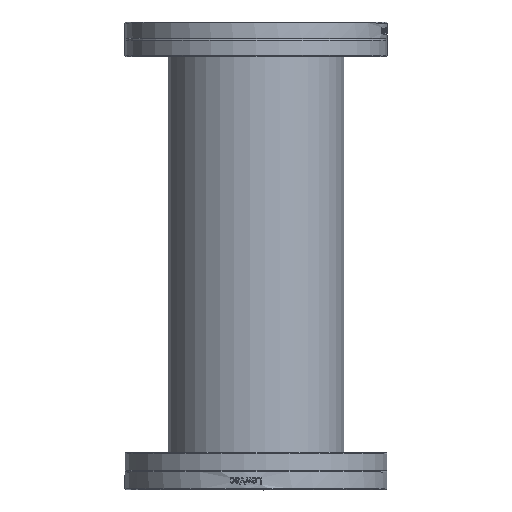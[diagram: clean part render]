
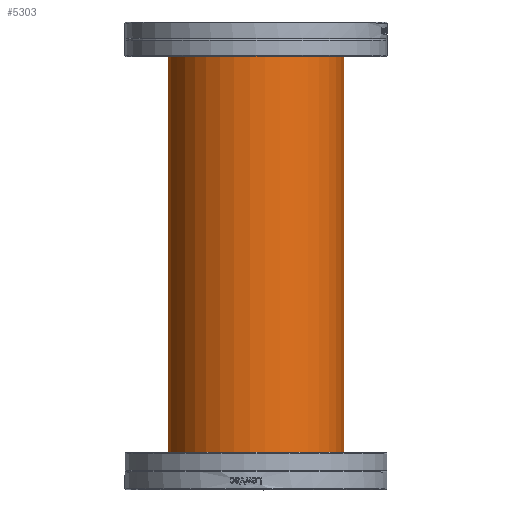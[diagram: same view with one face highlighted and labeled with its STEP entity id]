
A CAD part, top view. The second image highlights one B-rep face of the part: STEP entity #5303.
In plain terms, the highlighted cylindrical face has radius 50.8 mm (diameter 101.6 mm), a full revolution.
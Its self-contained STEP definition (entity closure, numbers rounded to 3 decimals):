
#858=CYLINDRICAL_SURFACE('',#5923,50.8);
#1141=FACE_BOUND('',#2000,.T.);
#1466=FACE_OUTER_BOUND('',#1999,.T.);
#1999=EDGE_LOOP('',(#4898));
#2000=EDGE_LOOP('',(#4899));
#2292=CIRCLE('',#5924,50.8);
#2293=CIRCLE('',#5925,50.8);
#2811=VERTEX_POINT('',#32422);
#2812=VERTEX_POINT('',#32424);
#3508=EDGE_CURVE('',#2811,#2811,#2292,.T.);
#3509=EDGE_CURVE('',#2812,#2812,#2293,.T.);
#4898=ORIENTED_EDGE('',*,*,#3508,.F.);
#4899=ORIENTED_EDGE('',*,*,#3509,.F.);
#5303=ADVANCED_FACE('',(#1466,#1141),#858,.T.);
#5923=AXIS2_PLACEMENT_3D('',#32421,#7183,#7184);
#5924=AXIS2_PLACEMENT_3D('',#32423,#7185,#7186);
#5925=AXIS2_PLACEMENT_3D('',#32425,#7187,#7188);
#7183=DIRECTION('center_axis',(0.,0.,1.));
#7184=DIRECTION('ref_axis',(-1.,0.,0.));
#7185=DIRECTION('center_axis',(0.,0.,1.));
#7186=DIRECTION('ref_axis',(-1.,0.,0.));
#7187=DIRECTION('center_axis',(0.,0.,-1.));
#7188=DIRECTION('ref_axis',(-1.,0.,0.));
#32421=CARTESIAN_POINT('Origin',(0.,0.,0.));
#32422=CARTESIAN_POINT('',(50.8,0.,257.3));
#32423=CARTESIAN_POINT('Origin',(0.,0.,257.3));
#32424=CARTESIAN_POINT('',(50.8,0.,0.));
#32425=CARTESIAN_POINT('Origin',(0.,0.,0.));
